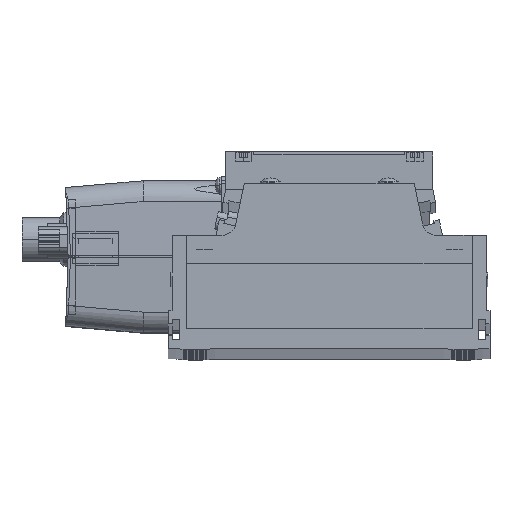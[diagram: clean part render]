
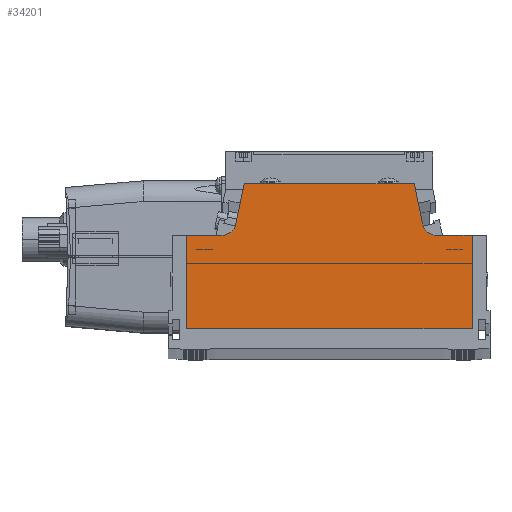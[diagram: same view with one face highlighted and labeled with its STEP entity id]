
A CAD part, top view. The second image highlights one B-rep face of the part: STEP entity #34201.
In plain terms, the highlighted planar face has unit normal (0, 0, 1).
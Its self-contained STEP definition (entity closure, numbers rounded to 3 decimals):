
#348 = CARTESIAN_POINT ( 'NONE',  ( 40., -23.13, 1722.5 ) ) ;
#536 = CARTESIAN_POINT ( 'NONE',  ( -26.797, 3., 1722.5 ) ) ;
#559 = ORIENTED_EDGE ( 'NONE', *, *, #2584, .T. ) ;
#805 = VERTEX_POINT ( 'NONE', #11228 ) ;
#965 = VERTEX_POINT ( 'NONE', #348 ) ;
#1411 = VECTOR ( 'NONE', #38883, 1000. ) ;
#2477 = DIRECTION ( 'NONE',  ( 0., 0., -1. ) ) ;
#2584 = EDGE_CURVE ( 'NONE', #805, #6046, #11333, .T. ) ;
#2840 = DIRECTION ( 'NONE',  ( 0., -1., 0. ) ) ;
#3054 = CARTESIAN_POINT ( 'NONE',  ( -40., 84.488, 1722.5 ) ) ;
#3156 = CARTESIAN_POINT ( 'NONE',  ( -23.784, 17.45, 1722.5 ) ) ;
#3534 = CARTESIAN_POINT ( 'NONE',  ( 23.784, 17.45, 1722.5 ) ) ;
#3880 = EDGE_CURVE ( 'NONE', #805, #965, #24621, .T. ) ;
#3979 = CARTESIAN_POINT ( 'NONE',  ( -40., 84.488, 1722.5 ) ) ;
#4065 = EDGE_CURVE ( 'NONE', #22293, #7916, #38770, .T. ) ;
#6046 = VERTEX_POINT ( 'NONE', #37723 ) ;
#6115 = LINE ( 'NONE', #3156, #1411 ) ;
#6245 = VERTEX_POINT ( 'NONE', #18356 ) ;
#6651 = CARTESIAN_POINT ( 'NONE',  ( 40., 84.488, 1722.5 ) ) ;
#6927 = ORIENTED_EDGE ( 'NONE', *, *, #3880, .F. ) ;
#7073 = CARTESIAN_POINT ( 'NONE',  ( 30.049, 7., 1722.5 ) ) ;
#7148 = PLANE ( 'NONE',  #36165 ) ;
#7197 = CARTESIAN_POINT ( 'NONE',  ( -40., -23.13, 1722.5 ) ) ;
#7238 = VECTOR ( 'NONE', #23884, 1000. ) ;
#7916 = VERTEX_POINT ( 'NONE', #7197 ) ;
#8360 = CARTESIAN_POINT ( 'NONE',  ( -40., 3., 1722.5 ) ) ;
#8470 = VECTOR ( 'NONE', #18694, 1000. ) ;
#8545 = LINE ( 'NONE', #11515, #13122 ) ;
#8913 = EDGE_CURVE ( 'NONE', #6046, #6245, #11910, .T. ) ;
#9805 = VECTOR ( 'NONE', #18687, 1000. ) ;
#10252 = ORIENTED_EDGE ( 'NONE', *, *, #8913, .T. ) ;
#11228 = CARTESIAN_POINT ( 'NONE',  ( 40., 3., 1722.5 ) ) ;
#11333 = LINE ( 'NONE', #8360, #18813 ) ;
#11373 = DIRECTION ( 'NONE',  ( -1., 0., 0. ) ) ;
#11387 = CARTESIAN_POINT ( 'NONE',  ( -40., -23.13, 1722.5 ) ) ;
#11515 = CARTESIAN_POINT ( 'NONE',  ( -40., 3., 1722.5 ) ) ;
#11910 = CIRCLE ( 'NONE', #33980, 4. ) ;
#12244 = ORIENTED_EDGE ( 'NONE', *, *, #14661, .F. ) ;
#13122 = VECTOR ( 'NONE', #18413, 1000. ) ;
#13186 = LINE ( 'NONE', #536, #8470 ) ;
#13433 = ORIENTED_EDGE ( 'NONE', *, *, #34832, .F. ) ;
#14453 = DIRECTION ( 'NONE',  ( -1., 0., 0. ) ) ;
#14545 = LINE ( 'NONE', #11387, #38909 ) ;
#14661 = EDGE_CURVE ( 'NONE', #965, #7916, #14545, .T. ) ;
#16026 = DIRECTION ( 'NONE',  ( 0., 0., -1. ) ) ;
#18066 = CARTESIAN_POINT ( 'NONE',  ( -30.049, 3., 1722.5 ) ) ;
#18356 = CARTESIAN_POINT ( 'NONE',  ( 26.133, 6.184, 1722.5 ) ) ;
#18413 = DIRECTION ( 'NONE',  ( -1., 0., 0. ) ) ;
#18497 = ORIENTED_EDGE ( 'NONE', *, *, #22344, .F. ) ;
#18687 = DIRECTION ( 'NONE',  ( 0., -1., 0. ) ) ;
#18694 = DIRECTION ( 'NONE',  ( 0.204, 0.979, 0. ) ) ;
#18813 = VECTOR ( 'NONE', #23557, 1000. ) ;
#18891 = VERTEX_POINT ( 'NONE', #25390 ) ;
#19598 = CARTESIAN_POINT ( 'NONE',  ( -30.049, 7., 1722.5 ) ) ;
#19913 = EDGE_LOOP ( 'NONE', ( #6927, #559, #10252, #18497, #25287, #13433, #32892, #32658, #29446, #12244 ) ) ;
#21393 = CIRCLE ( 'NONE', #24557, 4. ) ;
#21616 = VERTEX_POINT ( 'NONE', #35938 ) ;
#22293 = VERTEX_POINT ( 'NONE', #27631 ) ;
#22344 = EDGE_CURVE ( 'NONE', #27804, #6245, #30586, .T. ) ;
#23557 = DIRECTION ( 'NONE',  ( -1., 0., 0. ) ) ;
#23884 = DIRECTION ( 'NONE',  ( 0.204, -0.979, 0. ) ) ;
#24557 = AXIS2_PLACEMENT_3D ( 'NONE', #19598, #28866, #14453 ) ;
#24621 = LINE ( 'NONE', #6651, #9805 ) ;
#24934 = CARTESIAN_POINT ( 'NONE',  ( 23.784, 17.45, 1722.5 ) ) ;
#25287 = ORIENTED_EDGE ( 'NONE', *, *, #38103, .F. ) ;
#25390 = CARTESIAN_POINT ( 'NONE',  ( -23.784, 17.45, 1722.5 ) ) ;
#27610 = EDGE_CURVE ( 'NONE', #30164, #22293, #8545, .T. ) ;
#27631 = CARTESIAN_POINT ( 'NONE',  ( -40., 3., 1722.5 ) ) ;
#27804 = VERTEX_POINT ( 'NONE', #24934 ) ;
#28071 = DIRECTION ( 'NONE',  ( -1., 0., 0. ) ) ;
#28866 = DIRECTION ( 'NONE',  ( 0., 0., -1. ) ) ;
#29206 = EDGE_CURVE ( 'NONE', #21616, #30164, #21393, .T. ) ;
#29351 = DIRECTION ( 'NONE',  ( -1., 0., 0. ) ) ;
#29446 = ORIENTED_EDGE ( 'NONE', *, *, #4065, .T. ) ;
#30164 = VERTEX_POINT ( 'NONE', #18066 ) ;
#30586 = LINE ( 'NONE', #3534, #7238 ) ;
#31032 = FACE_OUTER_BOUND ( 'NONE', #19913, .T. ) ;
#31893 = VECTOR ( 'NONE', #2840, 1000. ) ;
#32658 = ORIENTED_EDGE ( 'NONE', *, *, #27610, .T. ) ;
#32892 = ORIENTED_EDGE ( 'NONE', *, *, #29206, .T. ) ;
#33980 = AXIS2_PLACEMENT_3D ( 'NONE', #7073, #2477, #11373 ) ;
#34201 = ADVANCED_FACE ( 'NONE', ( #31032 ), #7148, .F. ) ;
#34832 = EDGE_CURVE ( 'NONE', #21616, #18891, #13186, .T. ) ;
#35938 = CARTESIAN_POINT ( 'NONE',  ( -26.133, 6.184, 1722.5 ) ) ;
#36165 = AXIS2_PLACEMENT_3D ( 'NONE', #3979, #16026, #28071 ) ;
#37723 = CARTESIAN_POINT ( 'NONE',  ( 30.049, 3., 1722.5 ) ) ;
#38103 = EDGE_CURVE ( 'NONE', #18891, #27804, #6115, .T. ) ;
#38770 = LINE ( 'NONE', #3054, #31893 ) ;
#38883 = DIRECTION ( 'NONE',  ( 1., 0., 0. ) ) ;
#38909 = VECTOR ( 'NONE', #29351, 1000. ) ;
